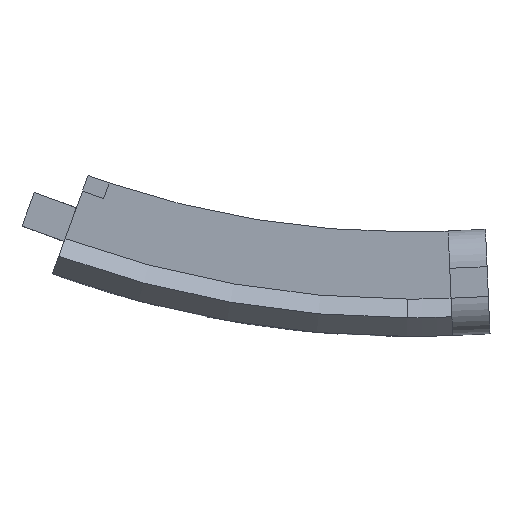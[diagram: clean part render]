
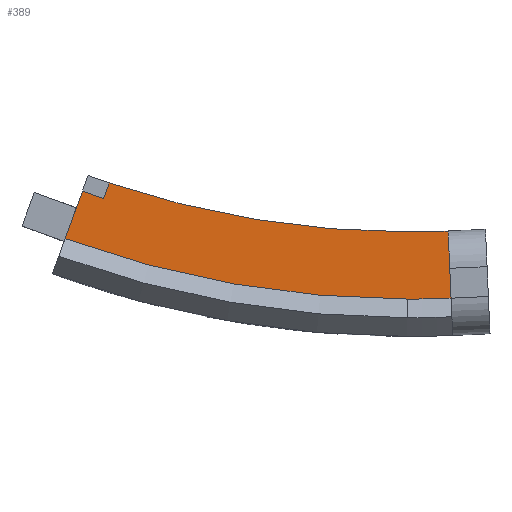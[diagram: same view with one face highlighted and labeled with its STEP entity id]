
A CAD part, front view. The second image highlights one B-rep face of the part: STEP entity #389.
In plain terms, the highlighted planar face has unit normal (0, -1, 0).
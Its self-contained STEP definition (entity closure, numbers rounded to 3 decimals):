
#7 = DIRECTION ( 'NONE',  ( 0., -1., 0. ) ) ;
#54 = VERTEX_POINT ( 'NONE', #1393 ) ;
#65 = CIRCLE ( 'NONE', #2968, 134. ) ;
#83 = VERTEX_POINT ( 'NONE', #2440 ) ;
#111 = ORIENTED_EDGE ( 'NONE', *, *, #3149, .T. ) ;
#154 = VERTEX_POINT ( 'NONE', #1456 ) ;
#216 = VECTOR ( 'NONE', #1748, 1000. ) ;
#389 = ADVANCED_FACE ( 'NONE', ( #505 ), #476, .T. ) ;
#419 = CARTESIAN_POINT ( 'NONE',  ( 0., -5., -134. ) ) ;
#436 = EDGE_LOOP ( 'NONE', ( #538, #3143, #111, #455, #1890, #504, #761, #812 ) ) ;
#446 = VERTEX_POINT ( 'NONE', #2644 ) ;
#455 = ORIENTED_EDGE ( 'NONE', *, *, #1469, .F. ) ;
#456 = CARTESIAN_POINT ( 'NONE',  ( -42.753, -5., -117.462 ) ) ;
#476 = PLANE ( 'NONE',  #775 ) ;
#482 = LINE ( 'NONE', #2414, #2621 ) ;
#504 = ORIENTED_EDGE ( 'NONE', *, *, #1378, .F. ) ;
#505 = FACE_OUTER_BOUND ( 'NONE', #436, .T. ) ;
#538 = ORIENTED_EDGE ( 'NONE', *, *, #1550, .T. ) ;
#622 = VERTEX_POINT ( 'NONE', #2712 ) ;
#685 = DIRECTION ( 'NONE',  ( 0., -1., 0. ) ) ;
#737 = EDGE_CURVE ( 'NONE', #1786, #622, #2257, .T. ) ;
#761 = ORIENTED_EDGE ( 'NONE', *, *, #1945, .T. ) ;
#775 = AXIS2_PLACEMENT_3D ( 'NONE', #456, #7, #1462 ) ;
#782 = CARTESIAN_POINT ( 'NONE',  ( -39.474, -5., -117.224 ) ) ;
#812 = ORIENTED_EDGE ( 'NONE', *, *, #2321, .T. ) ;
#957 = CARTESIAN_POINT ( 'NONE',  ( -43.505, -5., -119.529 ) ) ;
#983 = LINE ( 'NONE', #1707, #2214 ) ;
#997 = DIRECTION ( 'NONE',  ( 0., -1., 0. ) ) ;
#1014 = EDGE_CURVE ( 'NONE', #2743, #83, #2408, .T. ) ;
#1139 = CARTESIAN_POINT ( 'NONE',  ( 0., -5., 0. ) ) ;
#1192 = VECTOR ( 'NONE', #2256, 1000. ) ;
#1364 = DIRECTION ( 'NONE',  ( 0., 0., -1. ) ) ;
#1378 = EDGE_CURVE ( 'NONE', #154, #2743, #2535, .T. ) ;
#1393 = CARTESIAN_POINT ( 'NONE',  ( 5.452, -5., -124.881 ) ) ;
#1456 = CARTESIAN_POINT ( 'NONE',  ( -40.686, -5., -120.555 ) ) ;
#1462 = DIRECTION ( 'NONE',  ( 0., 0., -1. ) ) ;
#1469 = EDGE_CURVE ( 'NONE', #83, #54, #2457, .T. ) ;
#1502 = LINE ( 'NONE', #2811, #1192 ) ;
#1550 = EDGE_CURVE ( 'NONE', #446, #1786, #65, .T. ) ;
#1707 = CARTESIAN_POINT ( 'NONE',  ( 5.037, -5., -115.375 ) ) ;
#1716 = CARTESIAN_POINT ( 'NONE',  ( 0., -5., 0. ) ) ;
#1748 = DIRECTION ( 'NONE',  ( 0.342, 0., 0.94 ) ) ;
#1786 = VERTEX_POINT ( 'NONE', #419 ) ;
#1819 = DIRECTION ( 'NONE',  ( 0., 0., -1. ) ) ;
#1880 = CARTESIAN_POINT ( 'NONE',  ( 0., -5., 0. ) ) ;
#1890 = ORIENTED_EDGE ( 'NONE', *, *, #1014, .F. ) ;
#1945 = EDGE_CURVE ( 'NONE', #154, #3138, #1502, .T. ) ;
#1974 = CARTESIAN_POINT ( 'NONE',  ( -39.921, -5., -118.454 ) ) ;
#2119 = CARTESIAN_POINT ( 'NONE',  ( 0., -5., 0. ) ) ;
#2214 = VECTOR ( 'NONE', #2681, 1000. ) ;
#2256 = DIRECTION ( 'NONE',  ( -0.94, 0., 0.342 ) ) ;
#2257 = CIRCLE ( 'NONE', #2710, 134. ) ;
#2321 = EDGE_CURVE ( 'NONE', #3138, #446, #482, .T. ) ;
#2343 = DIRECTION ( 'NONE',  ( 0., -1., 0. ) ) ;
#2363 = AXIS2_PLACEMENT_3D ( 'NONE', #1880, #685, #1364 ) ;
#2408 = CIRCLE ( 'NONE', #2819, 125. ) ;
#2414 = CARTESIAN_POINT ( 'NONE',  ( -42.753, -5., -117.462 ) ) ;
#2440 = CARTESIAN_POINT ( 'NONE',  ( 0., -5., -125. ) ) ;
#2457 = CIRCLE ( 'NONE', #2363, 125. ) ;
#2535 = LINE ( 'NONE', #782, #216 ) ;
#2572 = DIRECTION ( 'NONE',  ( 0., -1., 0. ) ) ;
#2621 = VECTOR ( 'NONE', #2635, 1000. ) ;
#2635 = DIRECTION ( 'NONE',  ( -0.342, 0., -0.94 ) ) ;
#2644 = CARTESIAN_POINT ( 'NONE',  ( -45.831, -5., -125.919 ) ) ;
#2681 = DIRECTION ( 'NONE',  ( -0.044, 0., 0.999 ) ) ;
#2710 = AXIS2_PLACEMENT_3D ( 'NONE', #1139, #2572, #1819 ) ;
#2712 = CARTESIAN_POINT ( 'NONE',  ( 5.845, -5., -133.872 ) ) ;
#2743 = VERTEX_POINT ( 'NONE', #1974 ) ;
#2811 = CARTESIAN_POINT ( 'NONE',  ( -40.686, -5., -120.555 ) ) ;
#2819 = AXIS2_PLACEMENT_3D ( 'NONE', #1716, #997, #3129 ) ;
#2968 = AXIS2_PLACEMENT_3D ( 'NONE', #2119, #2343, #3091 ) ;
#3091 = DIRECTION ( 'NONE',  ( 0., 0., -1. ) ) ;
#3129 = DIRECTION ( 'NONE',  ( 0., 0., -1. ) ) ;
#3138 = VERTEX_POINT ( 'NONE', #957 ) ;
#3143 = ORIENTED_EDGE ( 'NONE', *, *, #737, .T. ) ;
#3149 = EDGE_CURVE ( 'NONE', #622, #54, #983, .T. ) ;
